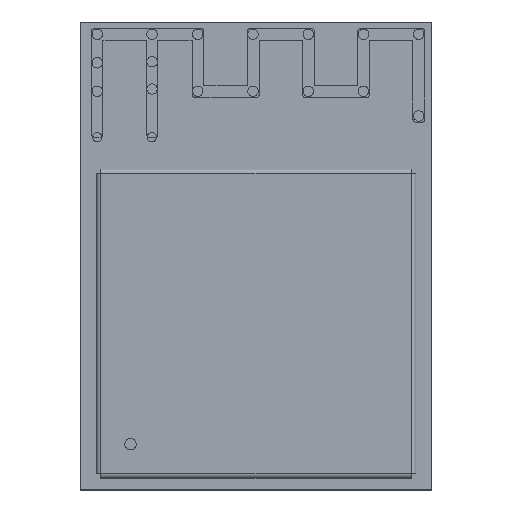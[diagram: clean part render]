
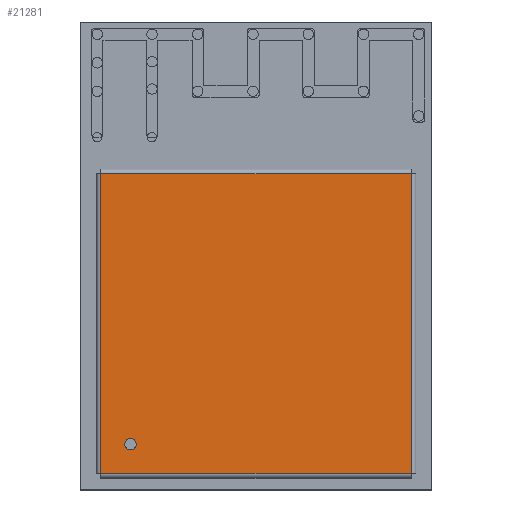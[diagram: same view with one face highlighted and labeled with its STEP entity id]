
A CAD part, top view. The second image highlights one B-rep face of the part: STEP entity #21281.
In plain terms, the highlighted face is planar.
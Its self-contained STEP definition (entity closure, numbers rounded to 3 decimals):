
#1603 = VERTEX_POINT ( 'NONE', #5431 ) ;
#5431 = CARTESIAN_POINT ( 'NONE',  ( 1.5, 1.6, -12.75 ) ) ;
#8304 = CARTESIAN_POINT ( 'NONE',  ( 1.5, 1.6, -12.25 ) ) ;
#8637 = DIRECTION ( 'NONE',  ( 0., -1., 0. ) ) ;
#9210 = ORIENTED_EDGE ( 'NONE', *, *, #53395, .F. ) ;
#9864 = AXIS2_PLACEMENT_3D ( 'NONE', #77608, #8637, #24135 ) ;
#10314 = CARTESIAN_POINT ( 'NONE',  ( 13.35, 1.6, -13.8 ) ) ;
#11296 = DIRECTION ( 'NONE',  ( 0., 0., -1. ) ) ;
#11907 = DIRECTION ( 'NONE',  ( 0., 0., 1. ) ) ;
#12769 = PLANE ( 'NONE',  #14916 ) ;
#13272 = FACE_BOUND ( 'NONE', #28589, .T. ) ;
#14916 = AXIS2_PLACEMENT_3D ( 'NONE', #51617, #50127, #11296 ) ;
#15710 = DIRECTION ( 'NONE',  ( 1., 0., 0. ) ) ;
#17119 = AXIS2_PLACEMENT_3D ( 'NONE', #33034, #78974, #11907 ) ;
#18719 = EDGE_LOOP ( 'NONE', ( #71034, #46648, #23773, #9210 ) ) ;
#18756 = FACE_OUTER_BOUND ( 'NONE', #18719, .T. ) ;
#19314 = VERTEX_POINT ( 'NONE', #64793 ) ;
#20235 = CARTESIAN_POINT ( 'NONE',  ( 13.35, 1.6, 0. ) ) ;
#21281 = ADVANCED_FACE ( 'NONE', ( #18756, #13272 ), #12769, .F. ) ;
#23773 = ORIENTED_EDGE ( 'NONE', *, *, #68840, .F. ) ;
#24135 = DIRECTION ( 'NONE',  ( 0., 0., 1. ) ) ;
#24981 = EDGE_CURVE ( 'NONE', #19314, #47712, #35897, .T. ) ;
#28589 = EDGE_LOOP ( 'NONE', ( #89429, #93244 ) ) ;
#29153 = EDGE_CURVE ( 'NONE', #33217, #1603, #81587, .T. ) ;
#29252 = CARTESIAN_POINT ( 'NONE',  ( 0.2, 1.6, 0. ) ) ;
#33034 = CARTESIAN_POINT ( 'NONE',  ( 1.5, 1.6, -12.5 ) ) ;
#33217 = VERTEX_POINT ( 'NONE', #8304 ) ;
#35718 = DIRECTION ( 'NONE',  ( -1., 0., 0. ) ) ;
#35897 = LINE ( 'NONE', #29252, #67114 ) ;
#36209 = LINE ( 'NONE', #81607, #69927 ) ;
#37429 = CARTESIAN_POINT ( 'NONE',  ( 0., 1.6, -13.8 ) ) ;
#39515 = EDGE_CURVE ( 'NONE', #1603, #33217, #54908, .T. ) ;
#43140 = EDGE_CURVE ( 'NONE', #47712, #67819, #84273, .T. ) ;
#46648 = ORIENTED_EDGE ( 'NONE', *, *, #24981, .F. ) ;
#47712 = VERTEX_POINT ( 'NONE', #96507 ) ;
#50127 = DIRECTION ( 'NONE',  ( 0., -1., 0. ) ) ;
#50162 = DIRECTION ( 'NONE',  ( 0., 0., 1. ) ) ;
#51617 = CARTESIAN_POINT ( 'NONE',  ( 0., 1.6, 0. ) ) ;
#51729 = VERTEX_POINT ( 'NONE', #96320 ) ;
#53395 = EDGE_CURVE ( 'NONE', #67819, #51729, #97321, .T. ) ;
#54908 = CIRCLE ( 'NONE', #9864, 0.25 ) ;
#59646 = DIRECTION ( 'NONE',  ( 0., 0., -1. ) ) ;
#64793 = CARTESIAN_POINT ( 'NONE',  ( 0.2, 1.6, -0.2 ) ) ;
#67114 = VECTOR ( 'NONE', #59646, 1000. ) ;
#67819 = VERTEX_POINT ( 'NONE', #10314 ) ;
#68840 = EDGE_CURVE ( 'NONE', #51729, #19314, #36209, .T. ) ;
#69927 = VECTOR ( 'NONE', #35718, 1000. ) ;
#71034 = ORIENTED_EDGE ( 'NONE', *, *, #43140, .F. ) ;
#77608 = CARTESIAN_POINT ( 'NONE',  ( 1.5, 1.6, -12.5 ) ) ;
#78974 = DIRECTION ( 'NONE',  ( 0., -1., 0. ) ) ;
#81587 = CIRCLE ( 'NONE', #17119, 0.25 ) ;
#81607 = CARTESIAN_POINT ( 'NONE',  ( 0., 1.6, -0.2 ) ) ;
#84273 = LINE ( 'NONE', #37429, #95789 ) ;
#88420 = VECTOR ( 'NONE', #50162, 1000. ) ;
#89429 = ORIENTED_EDGE ( 'NONE', *, *, #29153, .T. ) ;
#93244 = ORIENTED_EDGE ( 'NONE', *, *, #39515, .T. ) ;
#95789 = VECTOR ( 'NONE', #15710, 1000. ) ;
#96320 = CARTESIAN_POINT ( 'NONE',  ( 13.35, 1.6, -0.2 ) ) ;
#96507 = CARTESIAN_POINT ( 'NONE',  ( 0.2, 1.6, -13.8 ) ) ;
#97321 = LINE ( 'NONE', #20235, #88420 ) ;
